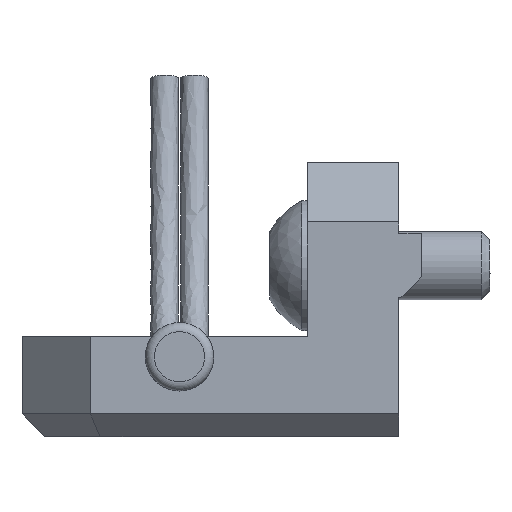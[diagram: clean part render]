
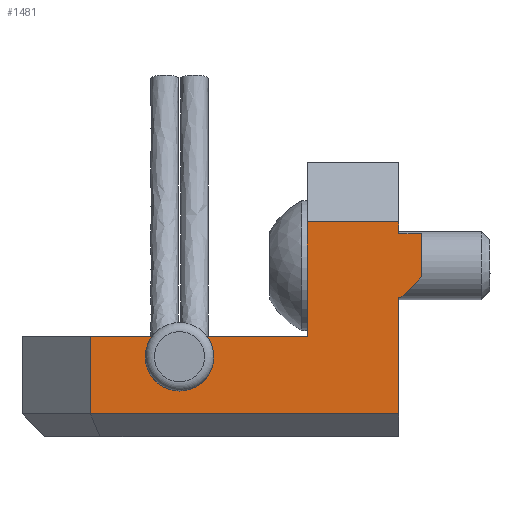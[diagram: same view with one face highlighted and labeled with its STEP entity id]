
A CAD part, front view. The second image highlights one B-rep face of the part: STEP entity #1481.
In plain terms, the highlighted planar face has unit normal (0, -1, 0).
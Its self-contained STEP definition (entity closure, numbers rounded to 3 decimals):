
#126=PLANE('',#1623);
#151=LINE('',#2465,#309);
#155=LINE('',#2472,#313);
#158=LINE('',#2480,#316);
#162=LINE('',#2486,#320);
#163=LINE('',#2489,#321);
#175=LINE('',#2512,#333);
#193=LINE('',#2551,#351);
#195=LINE('',#2555,#353);
#198=LINE('',#2564,#356);
#207=LINE('',#2581,#365);
#267=LINE('',#2711,#425);
#274=LINE('',#2727,#432);
#309=VECTOR('',#1754,10.);
#313=VECTOR('',#1760,10.);
#316=VECTOR('',#1765,10.);
#320=VECTOR('',#1773,10.);
#321=VECTOR('',#1776,10.);
#333=VECTOR('',#1788,10.);
#351=VECTOR('',#1814,10.);
#353=VECTOR('',#1818,10.);
#356=VECTOR('',#1825,10.);
#365=VECTOR('',#1840,10.);
#425=VECTOR('',#1966,10.);
#432=VECTOR('',#1983,10.);
#533=FACE_OUTER_BOUND('',#629,.T.);
#629=EDGE_LOOP('',(#1344,#1345,#1346,#1347,#1348,#1349,#1350,#1351,#1352,
#1353,#1354,#1355,#1356));
#661=CIRCLE('',#1612,1.5);
#694=VERTEX_POINT('',#2462);
#695=VERTEX_POINT('',#2464);
#697=VERTEX_POINT('',#2469);
#700=VERTEX_POINT('',#2477);
#701=VERTEX_POINT('',#2479);
#702=VERTEX_POINT('',#2488);
#713=VERTEX_POINT('',#2510);
#719=VERTEX_POINT('',#2527);
#730=VERTEX_POINT('',#2549);
#731=VERTEX_POINT('',#2554);
#733=VERTEX_POINT('',#2560);
#735=VERTEX_POINT('',#2563);
#776=VERTEX_POINT('',#2704);
#839=EDGE_CURVE('',#695,#694,#151,.T.);
#843=EDGE_CURVE('',#697,#695,#155,.T.);
#846=EDGE_CURVE('',#701,#700,#158,.T.);
#850=EDGE_CURVE('',#694,#701,#162,.T.);
#851=EDGE_CURVE('',#697,#702,#163,.T.);
#863=EDGE_CURVE('',#713,#700,#175,.T.);
#882=EDGE_CURVE('',#730,#719,#193,.T.);
#884=EDGE_CURVE('',#719,#731,#195,.F.);
#888=EDGE_CURVE('',#733,#735,#198,.T.);
#897=EDGE_CURVE('',#731,#713,#207,.F.);
#961=EDGE_CURVE('',#730,#776,#661,.T.);
#964=EDGE_CURVE('',#735,#776,#267,.T.);
#972=EDGE_CURVE('',#702,#733,#274,.T.);
#1344=ORIENTED_EDGE('',*,*,#863,.F.);
#1345=ORIENTED_EDGE('',*,*,#897,.F.);
#1346=ORIENTED_EDGE('',*,*,#884,.F.);
#1347=ORIENTED_EDGE('',*,*,#882,.F.);
#1348=ORIENTED_EDGE('',*,*,#961,.T.);
#1349=ORIENTED_EDGE('',*,*,#964,.F.);
#1350=ORIENTED_EDGE('',*,*,#888,.F.);
#1351=ORIENTED_EDGE('',*,*,#972,.F.);
#1352=ORIENTED_EDGE('',*,*,#851,.F.);
#1353=ORIENTED_EDGE('',*,*,#843,.T.);
#1354=ORIENTED_EDGE('',*,*,#839,.T.);
#1355=ORIENTED_EDGE('',*,*,#850,.T.);
#1356=ORIENTED_EDGE('',*,*,#846,.T.);
#1481=ADVANCED_FACE('',(#533),#126,.F.);
#1612=AXIS2_PLACEMENT_3D('',#2706,#1960,#1961);
#1623=AXIS2_PLACEMENT_3D('',#2737,#1997,#1998);
#1754=DIRECTION('',(0.707,0.,0.707));
#1760=DIRECTION('',(1.,0.,0.));
#1765=DIRECTION('',(-1.,0.,0.));
#1773=DIRECTION('',(0.,0.,1.));
#1776=DIRECTION('',(0.,0.,-1.));
#1788=DIRECTION('',(0.,0.,-1.));
#1814=DIRECTION('',(1.,0.,0.));
#1818=DIRECTION('',(0.,0.,-1.));
#1825=DIRECTION('',(0.,0.,1.));
#1840=DIRECTION('',(-1.,0.,0.));
#1960=DIRECTION('center_axis',(0.,1.,0.));
#1961=DIRECTION('ref_axis',(-1.,0.,0.));
#1966=DIRECTION('',(1.,0.,0.));
#1983=DIRECTION('',(-1.,0.,0.));
#1997=DIRECTION('center_axis',(0.,1.,0.));
#1998=DIRECTION('ref_axis',(1.,0.,0.));
#2462=CARTESIAN_POINT('',(0.,4.75,-8.));
#2464=CARTESIAN_POINT('',(-0.9,4.75,-8.9));
#2465=CARTESIAN_POINT('',(-0.225,4.75,-8.225));
#2469=CARTESIAN_POINT('',(-1.,4.75,-8.9));
#2472=CARTESIAN_POINT('',(-0.75,4.75,-8.9));
#2477=CARTESIAN_POINT('',(-1.,4.75,-6.1));
#2479=CARTESIAN_POINT('',(0.,4.75,-6.1));
#2480=CARTESIAN_POINT('',(-0.75,4.75,-6.1));
#2486=CARTESIAN_POINT('',(0.,4.75,-7.5));
#2488=CARTESIAN_POINT('',(-1.,4.75,-14.));
#2489=CARTESIAN_POINT('',(-1.,4.75,-9.809));
#2510=CARTESIAN_POINT('',(-1.,4.75,-5.586));
#2512=CARTESIAN_POINT('',(-1.,4.75,-9.809));
#2527=CARTESIAN_POINT('',(-5.,4.75,-10.618));
#2549=CARTESIAN_POINT('',(-9.385,4.75,-10.618));
#2551=CARTESIAN_POINT('',(-11.,4.75,-10.618));
#2554=CARTESIAN_POINT('',(-5.,4.75,-5.586));
#2555=CARTESIAN_POINT('',(-5.,4.75,-11.25));
#2560=CARTESIAN_POINT('',(-14.5,4.75,-14.));
#2563=CARTESIAN_POINT('',(-14.5,4.75,-10.618));
#2564=CARTESIAN_POINT('',(-14.5,4.75,-11.713));
#2581=CARTESIAN_POINT('',(-13.,4.75,-5.586));
#2704=CARTESIAN_POINT('',(-11.815,4.75,-10.618));
#2706=CARTESIAN_POINT('Origin',(-10.6,4.75,-11.498));
#2711=CARTESIAN_POINT('',(-11.,4.75,-10.618));
#2727=CARTESIAN_POINT('',(-9.,4.75,-14.));
#2737=CARTESIAN_POINT('Origin',(-17.,4.75,-10.618));
